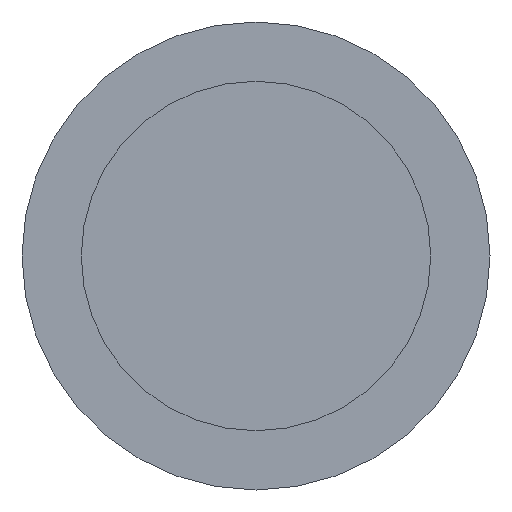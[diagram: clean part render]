
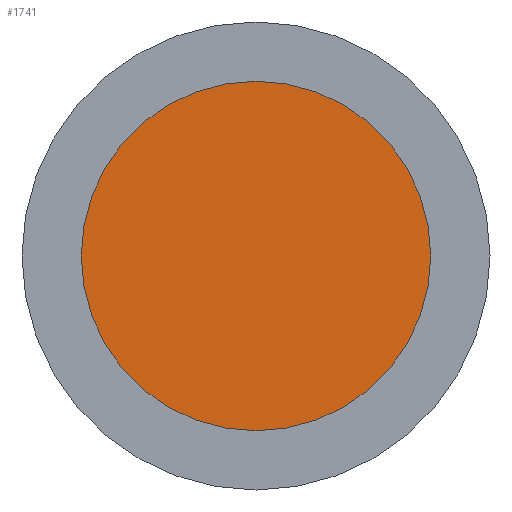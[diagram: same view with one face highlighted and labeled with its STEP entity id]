
A CAD part, front view. The second image highlights one B-rep face of the part: STEP entity #1741.
In plain terms, the highlighted planar face has unit normal (0, -1, 0).
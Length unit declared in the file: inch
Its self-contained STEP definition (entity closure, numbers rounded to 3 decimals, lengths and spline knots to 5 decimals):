
#160 = CIRCLE ( 'NONE', #905, 0.056 ) ;
#201 = DIRECTION ( 'NONE',  ( 0., 0., 1. ) ) ;
#240 = FACE_OUTER_BOUND ( 'NONE', #1871, .T. ) ;
#250 = ORIENTED_EDGE ( 'NONE', *, *, #1207, .T. ) ;
#311 = EDGE_CURVE ( 'NONE', #379, #1456, #1844, .T. ) ;
#375 = DIRECTION ( 'NONE',  ( 0., 1., 0. ) ) ;
#379 = VERTEX_POINT ( 'NONE', #1194 ) ;
#495 = DIRECTION ( 'NONE',  ( 0., -1., 0. ) ) ;
#501 = CARTESIAN_POINT ( 'NONE',  ( -0.05667, -0.625, -0.05667 ) ) ;
#518 = CARTESIAN_POINT ( 'NONE',  ( 0., -0.625, 0. ) ) ;
#591 = AXIS2_PLACEMENT_3D ( 'NONE', #650, #495, #1228 ) ;
#647 = ORIENTED_EDGE ( 'NONE', *, *, #311, .T. ) ;
#650 = CARTESIAN_POINT ( 'NONE',  ( 0., -0.625, 0. ) ) ;
#773 = CARTESIAN_POINT ( 'NONE',  ( 0., -0.625, -0.056 ) ) ;
#803 = DIRECTION ( 'NONE',  ( 0., 0., 1. ) ) ;
#905 = AXIS2_PLACEMENT_3D ( 'NONE', #518, #1540, #201 ) ;
#1194 = CARTESIAN_POINT ( 'NONE',  ( 0., -0.625, 0.056 ) ) ;
#1207 = EDGE_CURVE ( 'NONE', #1456, #379, #160, .T. ) ;
#1228 = DIRECTION ( 'NONE',  ( 0., 0., 1. ) ) ;
#1255 = AXIS2_PLACEMENT_3D ( 'NONE', #501, #375, #803 ) ;
#1456 = VERTEX_POINT ( 'NONE', #773 ) ;
#1535 = PLANE ( 'NONE',  #1255 ) ;
#1540 = DIRECTION ( 'NONE',  ( 0., -1., 0. ) ) ;
#1741 = ADVANCED_FACE ( 'NONE', ( #240 ), #1535, .F. ) ;
#1844 = CIRCLE ( 'NONE', #591, 0.056 ) ;
#1871 = EDGE_LOOP ( 'NONE', ( #647, #250 ) ) ;
